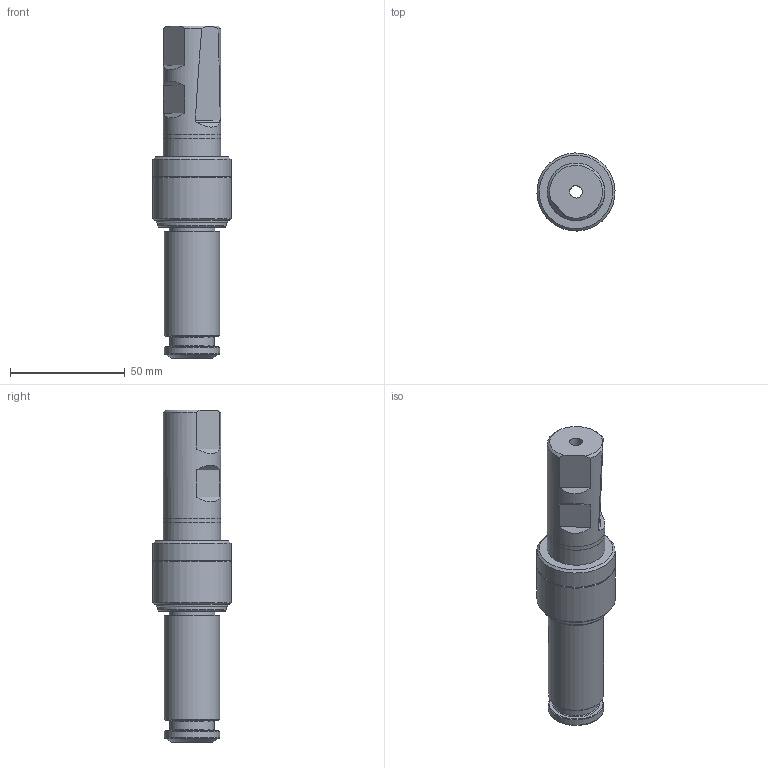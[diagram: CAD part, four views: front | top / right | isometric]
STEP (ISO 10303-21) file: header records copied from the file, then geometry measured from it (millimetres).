
FILE_DESCRIPTION(/* description */ (''),/* implementation_level */ '2;1');
FILE_NAME(/* name */ '262561507.stp',/* time_stamp */ '2021-01-08T12:27:13',/* author */ ('LRA'),/* organization */ ('REGO-FIX'),/* preprocessor_version */ ' Unknown',/* originating_system */ 'SIEMENS PLM Software Solid Edge ST10',/* authorization */ 'Unknown');
FILE_SCHEMA (('AUTOMOTIVE_DESIGN { 1 0 10303 214 2 1 1}'));
Length unit declared in the file: millimetre
Products named in the file (1): NOCUT
Bounding box: 33.98 x 33.98 x 144.5 mm (x, y, z)
Volume: 67333.4 mm3; surface area: 18294.9 mm2
Topology: 1 solids, 1 shells, 63 faces, 122 edges, 77 vertices
Faces by surface type: plane 24, cylinder 19, cone 14, torus 6
Full cylindrical faces by diameter (mm): 5.493 x1, 5.5 x1, 15 x1, 19.5 x1, 20 x1, 24 x2, 24.566 x1, 24.99 x1, 25 x2, 26 x1, 30 x2, 30.04 x2, 34 x2
Entity records: 1609 total; most frequent: CARTESIAN_POINT 435, DIRECTION 268, ORIENTED_EDGE 154, AXIS2_PLACEMENT_3D 129, EDGE_LOOP 118, FACE_BOUND 118, EDGE_CURVE 77, VERTEX_POINT 69
